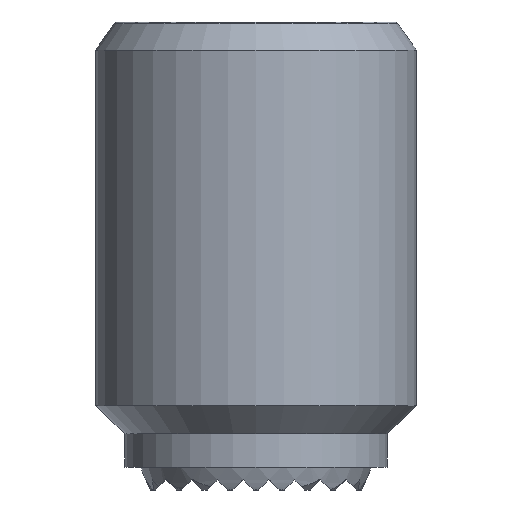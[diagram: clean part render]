
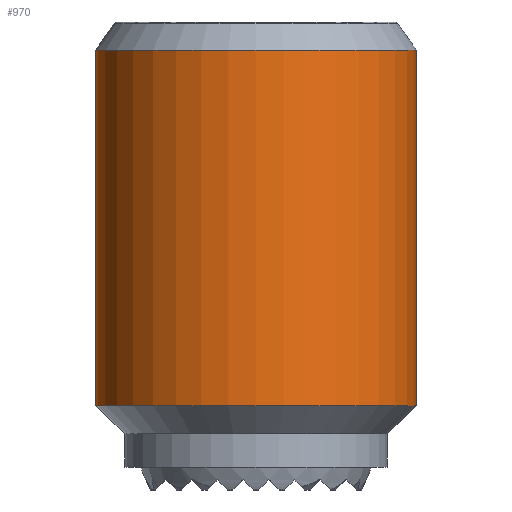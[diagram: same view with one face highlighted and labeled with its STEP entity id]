
A CAD part, front view. The second image highlights one B-rep face of the part: STEP entity #970.
In plain terms, the highlighted cylindrical face has radius 12 mm (diameter 24 mm), a partial arc.
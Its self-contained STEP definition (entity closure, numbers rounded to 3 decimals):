
#970=ADVANCED_FACE('',(#1944),#1945,.T.);
#1944=FACE_OUTER_BOUND('',#2928,.T.);
#1945=CYLINDRICAL_SURFACE('',#2929,12.0);
#2928=EDGE_LOOP('',(#5503,#5504,#5505,#5506));
#2929=AXIS2_PLACEMENT_3D('',#5507,#5508,#5509);
#5503=ORIENTED_EDGE('',*,*,#6610,.F.);
#5504=ORIENTED_EDGE('',*,*,#6611,.T.);
#5505=ORIENTED_EDGE('',*,*,#6612,.F.);
#5506=ORIENTED_EDGE('',*,*,#6606,.F.);
#5507=CARTESIAN_POINT('',(0.,0.,-15.394));
#5508=DIRECTION('',(0.0,0.0,1.0));
#5509=DIRECTION('',(-1.0,0.,0.0));
#6606=EDGE_CURVE('',#7964,#7967,#7968,.T.);
#6610=EDGE_CURVE('',#7973,#7964,#7974,.T.);
#6611=EDGE_CURVE('',#7973,#7975,#7976,.T.);
#6612=EDGE_CURVE('',#7967,#7975,#7977,.T.);
#7964=VERTEX_POINT('',#9932);
#7967=VERTEX_POINT('',#9936);
#7968=CIRCLE('',#9937,12.0);
#7973=VERTEX_POINT('',#9943);
#7974=LINE('',#9944,#9945);
#7975=VERTEX_POINT('',#9946);
#7976=CIRCLE('',#9947,12.0);
#7977=LINE('',#9948,#9949);
#9932=CARTESIAN_POINT('',(-12.0,0.,-2.1));
#9936=CARTESIAN_POINT('',(12.0,0.,-2.1));
#9937=AXIS2_PLACEMENT_3D('',#10872,#10873,#10874);
#9943=CARTESIAN_POINT('',(-12.0,0.,-28.688));
#9944=CARTESIAN_POINT('',(-12.0,0.,-15.394));
#9945=VECTOR('',#10879,1.0);
#9946=CARTESIAN_POINT('',(12.0,0.,-28.688));
#9947=AXIS2_PLACEMENT_3D('',#10880,#10881,#10882);
#9948=CARTESIAN_POINT('',(12.0,0.,-15.394));
#9949=VECTOR('',#10883,1.0);
#10872=CARTESIAN_POINT('',(0.,0.,-2.1));
#10873=DIRECTION('',(0.0,0.0,1.0));
#10874=DIRECTION('',(-1.0,0.,0.0));
#10879=DIRECTION('',(0.0,0.0,1.0));
#10880=CARTESIAN_POINT('',(0.,0.,-28.688));
#10881=DIRECTION('',(0.0,0.0,1.0));
#10882=DIRECTION('',(-1.0,0.,0.0));
#10883=DIRECTION('',(-0.0,-0.0,-1.0));
